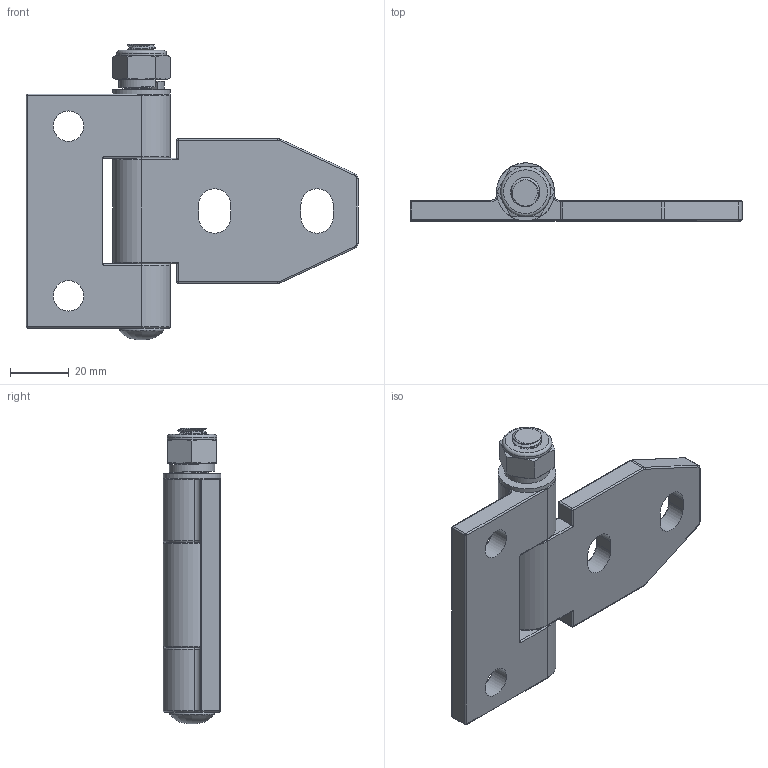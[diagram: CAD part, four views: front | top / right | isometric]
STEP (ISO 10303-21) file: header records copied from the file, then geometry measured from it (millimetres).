
FILE_DESCRIPTION(/* description */ (''),/* implementation_level */ '2;1');
FILE_NAME(/* name */ 'HS80114.stp',/* time_stamp */ '2025-06-25T14:03:49+09:00',/* author */ ('user'),/* organization */ (''),/* preprocessor_version */ 'ST-DEVELOPER v15.6',/* originating_system */ 'Autodesk Inventor 2015',/* authorisation */ '');
FILE_SCHEMA (('AUTOMOTIVE_DESIGN { 1 0 10303 214 3 1 1 }'));
Length unit declared in the file: millimetre
Products named in the file (7): HS80114_L; HS80114_N; HS80114_P; HS80114_R; HS80114_SW; HS80114_W; HS80114
Bounding box: 113.5 x 19.8 x 101 mm (x, y, z)
Volume: 61531.4 mm3; surface area: 27349.8 mm2
Topology: 6 solids, 6 shells, 176 faces, 463 edges, 297 vertices
Faces by surface type: cylinder 79, plane 38, torus 29, bspline 22, sphere 8
Full cylindrical faces by diameter (mm): 9.85 x13, 10.4 x2, 10.5 x4, 17 x1, 19.8 x1
Entity records: 14120 total; most frequent: CARTESIAN_POINT 10102, ORIENTED_EDGE 818, DIRECTION 786, EDGE_CURVE 409, AXIS2_PLACEMENT_3D 331, VERTEX_POINT 270, EDGE_LOOP 195, CIRCLE 166
